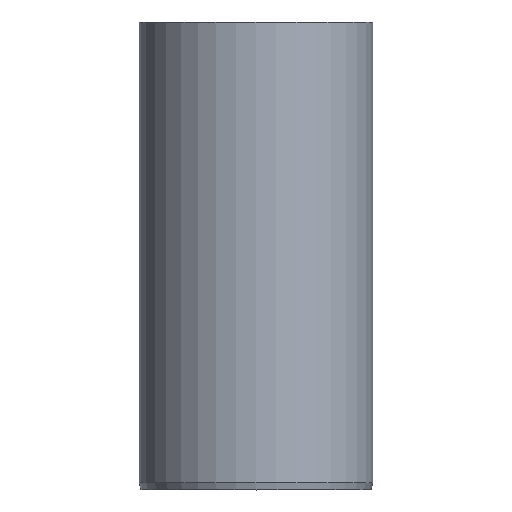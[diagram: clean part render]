
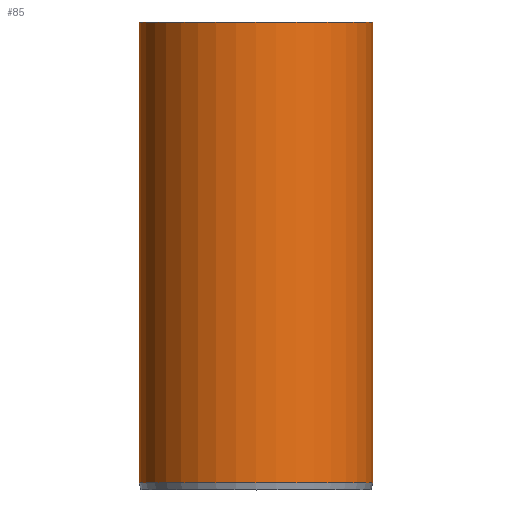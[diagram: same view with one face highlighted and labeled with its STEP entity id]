
A CAD part, top view. The second image highlights one B-rep face of the part: STEP entity #85.
In plain terms, the highlighted cylindrical face has radius 200 mm (diameter 400 mm), a full revolution.
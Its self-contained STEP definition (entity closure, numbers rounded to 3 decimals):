
#19=CYLINDRICAL_SURFACE('',#113,200.);
#22=FACE_OUTER_BOUND('',#27,.T.);
#27=EDGE_LOOP('',(#68,#69,#70,#71,#72,#73));
#34=LINE('',#164,#37);
#37=VECTOR('',#138,200.);
#39=CIRCLE('',#110,200.);
#40=CIRCLE('',#111,200.);
#42=CIRCLE('',#114,200.);
#43=CIRCLE('',#115,200.);
#46=VERTEX_POINT('',#152);
#47=VERTEX_POINT('',#153);
#49=VERTEX_POINT('',#160);
#50=VERTEX_POINT('',#161);
#53=EDGE_CURVE('',#46,#47,#39,.T.);
#54=EDGE_CURVE('',#47,#46,#40,.T.);
#57=EDGE_CURVE('',#49,#50,#42,.T.);
#58=EDGE_CURVE('',#50,#49,#43,.T.);
#59=EDGE_CURVE('',#50,#47,#34,.T.);
#68=ORIENTED_EDGE('',*,*,#57,.F.);
#69=ORIENTED_EDGE('',*,*,#58,.F.);
#70=ORIENTED_EDGE('',*,*,#59,.T.);
#71=ORIENTED_EDGE('',*,*,#53,.F.);
#72=ORIENTED_EDGE('',*,*,#54,.F.);
#73=ORIENTED_EDGE('',*,*,#59,.F.);
#85=ADVANCED_FACE('',(#22),#19,.T.);
#110=AXIS2_PLACEMENT_3D('',#154,#125,#126);
#111=AXIS2_PLACEMENT_3D('',#155,#127,#128);
#113=AXIS2_PLACEMENT_3D('',#159,#132,#133);
#114=AXIS2_PLACEMENT_3D('',#162,#134,#135);
#115=AXIS2_PLACEMENT_3D('',#163,#136,#137);
#125=DIRECTION('center_axis',(0.,-1.,0.));
#126=DIRECTION('ref_axis',(1.,0.,0.));
#127=DIRECTION('center_axis',(0.,-1.,0.));
#128=DIRECTION('ref_axis',(1.,0.,0.));
#132=DIRECTION('center_axis',(0.,1.,0.));
#133=DIRECTION('ref_axis',(-1.,0.,0.));
#134=DIRECTION('center_axis',(0.,1.,0.));
#135=DIRECTION('ref_axis',(-1.,0.,0.));
#136=DIRECTION('center_axis',(0.,1.,0.));
#137=DIRECTION('ref_axis',(-1.,0.,0.));
#138=DIRECTION('',(0.,-1.,0.));
#152=CARTESIAN_POINT('',(-200.,12.,0.));
#153=CARTESIAN_POINT('',(200.,12.,0.));
#154=CARTESIAN_POINT('Origin',(0.,12.,0.));
#155=CARTESIAN_POINT('Origin',(0.,12.,0.));
#159=CARTESIAN_POINT('Origin',(0.,0.,0.));
#160=CARTESIAN_POINT('',(-200.,800.,0.));
#161=CARTESIAN_POINT('',(200.,800.,0.));
#162=CARTESIAN_POINT('Origin',(0.,800.,0.));
#163=CARTESIAN_POINT('Origin',(0.,800.,0.));
#164=CARTESIAN_POINT('',(200.,0.,0.));
